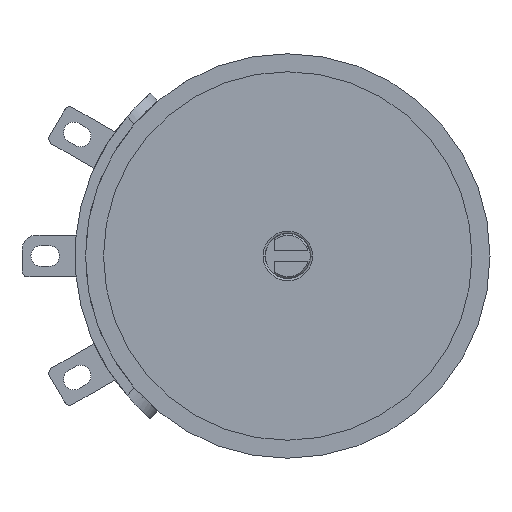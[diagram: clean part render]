
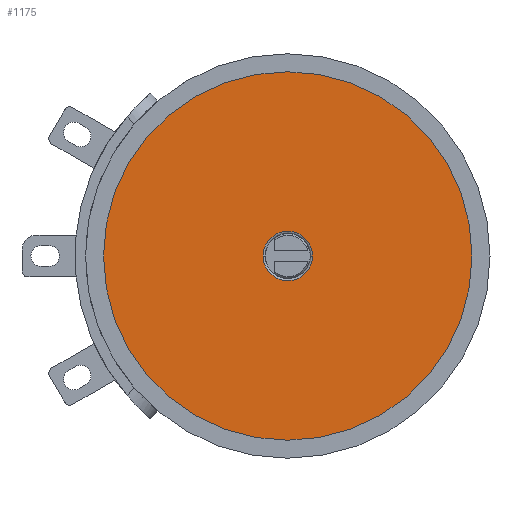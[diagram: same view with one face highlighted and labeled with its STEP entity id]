
A CAD part, left-side view. The second image highlights one B-rep face of the part: STEP entity #1175.
In plain terms, the highlighted planar face has unit normal (-1, 0, 0).
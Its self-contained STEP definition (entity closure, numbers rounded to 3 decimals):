
#526 = FACE_OUTER_BOUND ( 'NONE', #968, .T. ) ;
#541 = FACE_BOUND ( 'NONE', #1014, .T. ) ;
#543 = PLANE ( 'NONE',  #755 ) ;
#552 = CARTESIAN_POINT ( 'NONE',  ( 0., 1.65, 0. ) ) ;
#553 = DIRECTION ( 'NONE',  ( 1., 0., 0. ) ) ;
#554 = DIRECTION ( 'NONE',  ( 0., 0., -1. ) ) ;
#755 = AXIS2_PLACEMENT_3D ( 'NONE', #552, #553, #554 ) ;
#968 = EDGE_LOOP ( 'NONE', ( #2254, #1118 ) ) ;
#1014 = EDGE_LOOP ( 'NONE', ( #2263, #2260 ) ) ;
#1118 = ORIENTED_EDGE ( 'NONE', *, *, #1412, .T. ) ;
#1175 = ADVANCED_FACE ( 'NONE', ( #541, #526 ), #543, .F. ) ;
#1359 = EDGE_CURVE ( 'NONE', #1795, #1786, #2998, .T. ) ;
#1375 = EDGE_CURVE ( 'NONE', #1786, #1795, #3008, .T. ) ;
#1403 = EDGE_CURVE ( 'NONE', #1751, #1793, #3022, .T. ) ;
#1412 = EDGE_CURVE ( 'NONE', #1793, #1751, #3029, .T. ) ;
#1751 = VERTEX_POINT ( 'NONE', #3978 ) ;
#1786 = VERTEX_POINT ( 'NONE', #4008 ) ;
#1793 = VERTEX_POINT ( 'NONE', #4024 ) ;
#1795 = VERTEX_POINT ( 'NONE', #4026 ) ;
#2254 = ORIENTED_EDGE ( 'NONE', *, *, #1403, .T. ) ;
#2260 = ORIENTED_EDGE ( 'NONE', *, *, #1375, .F. ) ;
#2263 = ORIENTED_EDGE ( 'NONE', *, *, #1359, .F. ) ;
#2998 = CIRCLE ( 'NONE', #3002, 1.65 ) ;
#3002 = AXIS2_PLACEMENT_3D ( 'NONE', #3318, #3319, #3320 ) ;
#3008 = CIRCLE ( 'NONE', #3010, 1.65 ) ;
#3010 = AXIS2_PLACEMENT_3D ( 'NONE', #3337, #3338, #3339 ) ;
#3022 = CIRCLE ( 'NONE', #3024, 12.298 ) ;
#3024 = AXIS2_PLACEMENT_3D ( 'NONE', #3392, #3393, #3394 ) ;
#3029 = CIRCLE ( 'NONE', #3032, 12.298 ) ;
#3032 = AXIS2_PLACEMENT_3D ( 'NONE', #3406, #3407, #3408 ) ;
#3318 = CARTESIAN_POINT ( 'NONE',  ( 0., 0., 0. ) ) ;
#3319 = DIRECTION ( 'NONE',  ( -1., 0., 0. ) ) ;
#3320 = DIRECTION ( 'NONE',  ( 0., 0., 1. ) ) ;
#3337 = CARTESIAN_POINT ( 'NONE',  ( 0., 0., 0. ) ) ;
#3338 = DIRECTION ( 'NONE',  ( -1., 0., 0. ) ) ;
#3339 = DIRECTION ( 'NONE',  ( 0., 0., 1. ) ) ;
#3392 = CARTESIAN_POINT ( 'NONE',  ( 0., 0., 0. ) ) ;
#3393 = DIRECTION ( 'NONE',  ( -1., 0., 0. ) ) ;
#3394 = DIRECTION ( 'NONE',  ( 0., 0., 1. ) ) ;
#3406 = CARTESIAN_POINT ( 'NONE',  ( 0., 0., 0. ) ) ;
#3407 = DIRECTION ( 'NONE',  ( -1., 0., 0. ) ) ;
#3408 = DIRECTION ( 'NONE',  ( 0., 0., 1. ) ) ;
#3978 = CARTESIAN_POINT ( 'NONE',  ( 0., 0., 12.298 ) ) ;
#4008 = CARTESIAN_POINT ( 'NONE',  ( 0., 0., -1.65 ) ) ;
#4024 = CARTESIAN_POINT ( 'NONE',  ( 0., 0., -12.298 ) ) ;
#4026 = CARTESIAN_POINT ( 'NONE',  ( 0., 0., 1.65 ) ) ;
